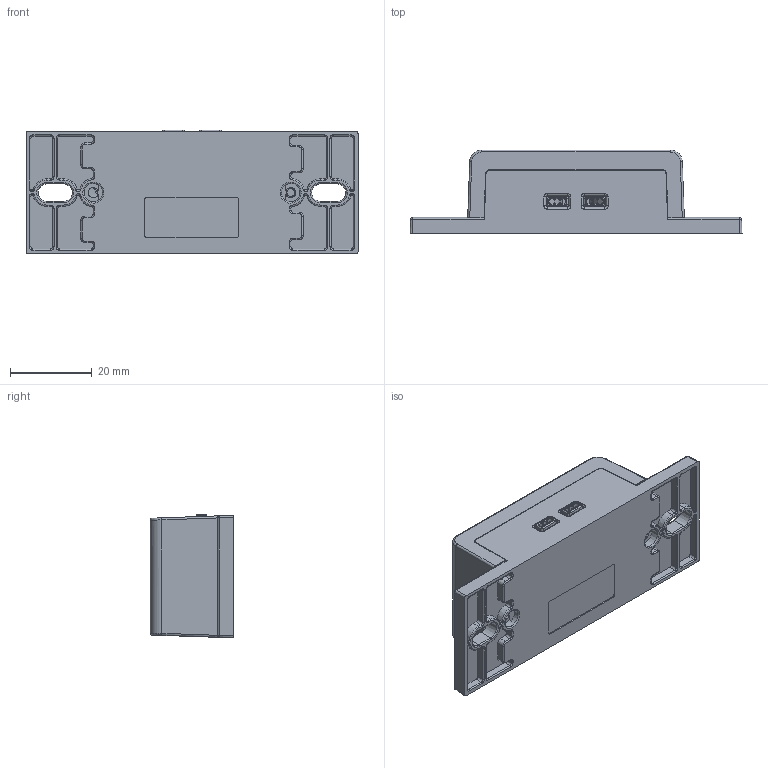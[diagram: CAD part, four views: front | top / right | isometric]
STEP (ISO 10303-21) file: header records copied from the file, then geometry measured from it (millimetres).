
FILE_DESCRIPTION(/* description */ (''),/* implementation_level */ '2;1');
FILE_NAME(/* name */ 'Ultrasonic Range Finder (Sensor).iam.step',/* time_stamp */ '2020-04-16T23:37:38-04:00',/* author */ ('Jordan'),/* organization */ (''),/* preprocessor_version */ 'ST-DEVELOPER v17',/* originating_system */ 'Autodesk Inventor 2019',/* authorisation */ '');
FILE_SCHEMA (('AUTOMOTIVE_DESIGN { 1 0 10303 214 3 1 1 }'));
Length unit declared in the file: inch
Products named in the file (5): Ultrasonic Range Finder (Sensor); Bottom; PCB; Top; Wire Sleeve
Assembly tree (5 placements, depth 2):
  Ultrasonic Range Finder (Sensor)
    Bottom
    Wire Sleeve  x2
    PCB
    Top
Bounding box: 81.25 x 20.5 x 30.3 mm (x, y, z)
Volume: 17970.9 mm3; surface area: 18667.2 mm2
Topology: 5 solids, 5 shells, 711 faces, 1831 edges, 1130 vertices
Faces by surface type: plane 276, cylinder 209, torus 90, cone 80, bspline 28, sphere 28
Full cylindrical faces by diameter (mm): 1 x5, 1.9 x2, 3.2 x2, 14 x2, 16.2 x2
Entity records: 25356 total; most frequent: CARTESIAN_POINT 8904, DIRECTION 3489, ORIENTED_EDGE 3386, EDGE_CURVE 1693, AXIS2_PLACEMENT_3D 1276, VERTEX_POINT 1054, LINE 937, VECTOR 937
